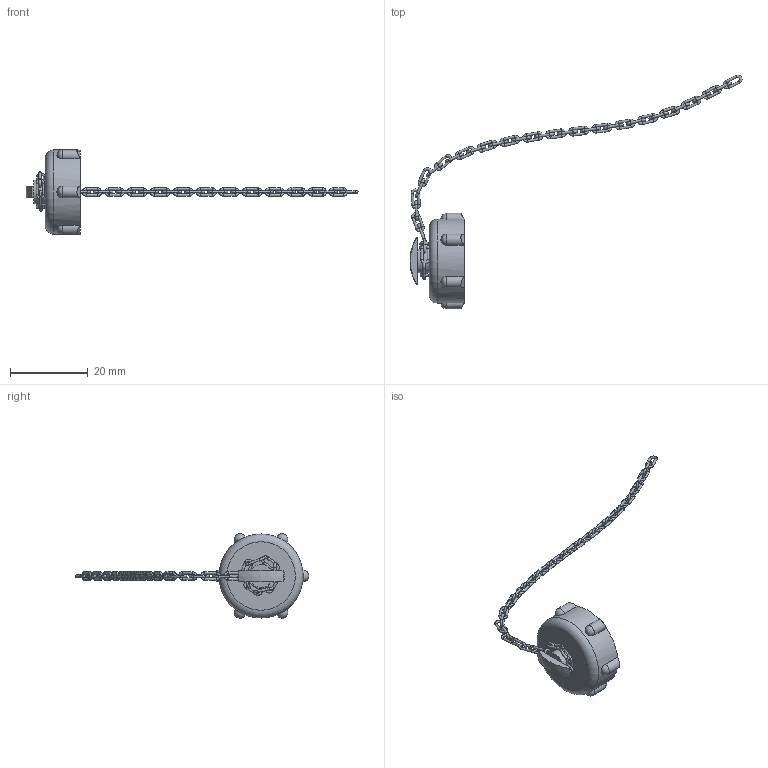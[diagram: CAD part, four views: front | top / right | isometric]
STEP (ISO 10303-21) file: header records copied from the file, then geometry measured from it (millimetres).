
FILE_DESCRIPTION(/* description */ ('Unknown'),/* implementation_level */ '2;1');
FILE_NAME(/* name */ 'R626-DN10',/* time_stamp */ '2024-05-13T17:41:46+08:00',/* author */ ('Unknown'),/* organization */ ('Unknown'),/* preprocessor_version */ 'ST-DEVELOPER v16.7',/* originating_system */ 'DEX',/* authorisation */ $);
FILE_SCHEMA (('AUTOMOTIVE_DESIGN {1 0 10303 214 3 1 1}'));
Length unit declared in the file: millimetre
Products named in the file (2): R626-DN10
Bounding box: 85.68 x 60.31 x 21.75 mm (x, y, z)
Volume: 1959.7 mm3; surface area: 2790 mm2
Topology: 43 solids, 43 shells, 210 faces, 434 edges, 229 vertices
Faces by surface type: cylinder 94, torus 93, plane 16, cone 6, sphere 1
Full cylindrical faces by diameter (mm): 0.6 x84, 6 x1, 15 x1, 16.6 x1, 21.7 x1
Entity records: 5012 total; most frequent: DIRECTION 872, CARTESIAN_POINT 813, ORIENTED_EDGE 518, AXIS2_PLACEMENT_3D 427, EDGE_LOOP 386, FACE_BOUND 386, EDGE_CURVE 259, VERTEX_POINT 227
